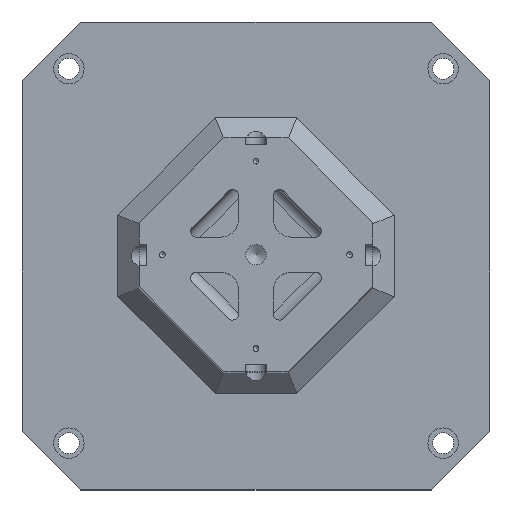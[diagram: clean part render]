
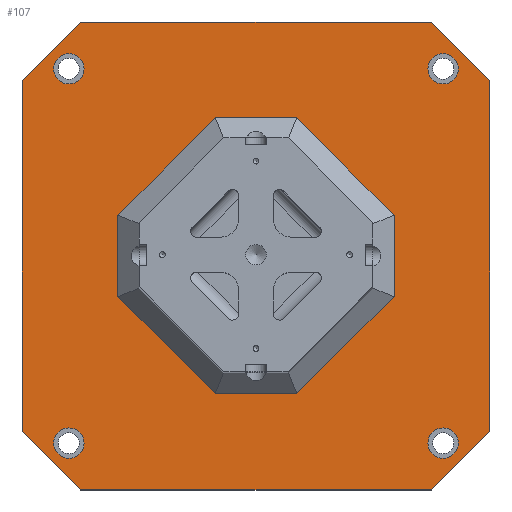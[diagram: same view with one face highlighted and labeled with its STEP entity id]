
A CAD part, top view. The second image highlights one B-rep face of the part: STEP entity #107.
In plain terms, the highlighted planar face has unit normal (0, 0, 1).
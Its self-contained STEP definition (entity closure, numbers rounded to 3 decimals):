
#107 = ADVANCED_FACE( '', ( #480, #481, #482, #483, #484, #485 ), #486, .T. );
#480 = FACE_BOUND( '', #1232, .T. );
#481 = FACE_BOUND( '', #1233, .T. );
#482 = FACE_BOUND( '', #1234, .T. );
#483 = FACE_BOUND( '', #1235, .T. );
#484 = FACE_BOUND( '', #1236, .T. );
#485 = FACE_OUTER_BOUND( '', #1237, .T. );
#486 = PLANE( '', #1238 );
#1232 = EDGE_LOOP( '', ( #2246 ) );
#1233 = EDGE_LOOP( '', ( #2247 ) );
#1234 = EDGE_LOOP( '', ( #2248 ) );
#1235 = EDGE_LOOP( '', ( #2249 ) );
#1236 = EDGE_LOOP( '', ( #2250, #2251, #2252, #2253, #2254, #2255, #2256, #2257 ) );
#1237 = EDGE_LOOP( '', ( #2258, #2259, #2260, #2261, #2262, #2263, #2264, #2265 ) );
#1238 = AXIS2_PLACEMENT_3D( '', #2266, #2267, #2268 );
#2246 = ORIENTED_EDGE( '', *, *, #3887, .T. );
#2247 = ORIENTED_EDGE( '', *, *, #3888, .T. );
#2248 = ORIENTED_EDGE( '', *, *, #3889, .T. );
#2249 = ORIENTED_EDGE( '', *, *, #3890, .T. );
#2250 = ORIENTED_EDGE( '', *, *, #3891, .T. );
#2251 = ORIENTED_EDGE( '', *, *, #3892, .T. );
#2252 = ORIENTED_EDGE( '', *, *, #3893, .T. );
#2253 = ORIENTED_EDGE( '', *, *, #3894, .T. );
#2254 = ORIENTED_EDGE( '', *, *, #3808, .T. );
#2255 = ORIENTED_EDGE( '', *, *, #3895, .T. );
#2256 = ORIENTED_EDGE( '', *, *, #3896, .T. );
#2257 = ORIENTED_EDGE( '', *, *, #3897, .T. );
#2258 = ORIENTED_EDGE( '', *, *, #3898, .T. );
#2259 = ORIENTED_EDGE( '', *, *, #3899, .T. );
#2260 = ORIENTED_EDGE( '', *, *, #3900, .T. );
#2261 = ORIENTED_EDGE( '', *, *, #3632, .T. );
#2262 = ORIENTED_EDGE( '', *, *, #3785, .T. );
#2263 = ORIENTED_EDGE( '', *, *, #3901, .T. );
#2264 = ORIENTED_EDGE( '', *, *, #3902, .T. );
#2265 = ORIENTED_EDGE( '', *, *, #3903, .T. );
#2266 = CARTESIAN_POINT( '', ( -200., -200., 40. ) );
#2267 = DIRECTION( '', ( 0., 0., 1. ) );
#2268 = DIRECTION( '', ( 1., 0., 0. ) );
#3632 = EDGE_CURVE( '', #4146, #4147, #4148, .F. );
#3785 = EDGE_CURVE( '', #4147, #4429, #4431, .T. );
#3808 = EDGE_CURVE( '', #4475, #4472, #4476, .T. );
#3887 = EDGE_CURVE( '', #4620, #4620, #4621, .T. );
#3888 = EDGE_CURVE( '', #4622, #4622, #4623, .T. );
#3889 = EDGE_CURVE( '', #4624, #4624, #4625, .T. );
#3890 = EDGE_CURVE( '', #4626, #4626, #4627, .T. );
#3891 = EDGE_CURVE( '', #4628, #4629, #4630, .T. );
#3892 = EDGE_CURVE( '', #4629, #4631, #4632, .T. );
#3893 = EDGE_CURVE( '', #4631, #4633, #4634, .T. );
#3894 = EDGE_CURVE( '', #4633, #4475, #4635, .T. );
#3895 = EDGE_CURVE( '', #4472, #4636, #4637, .T. );
#3896 = EDGE_CURVE( '', #4636, #4638, #4639, .T. );
#3897 = EDGE_CURVE( '', #4638, #4628, #4640, .T. );
#3898 = EDGE_CURVE( '', #4641, #4642, #4643, .T. );
#3899 = EDGE_CURVE( '', #4642, #4644, #4645, .F. );
#3900 = EDGE_CURVE( '', #4644, #4146, #4646, .T. );
#3901 = EDGE_CURVE( '', #4429, #4647, #4648, .F. );
#3902 = EDGE_CURVE( '', #4647, #4649, #4650, .T. );
#3903 = EDGE_CURVE( '', #4649, #4641, #4651, .F. );
#4146 = VERTEX_POINT( '', #5022 );
#4147 = VERTEX_POINT( '', #5023 );
#4148 = LINE( '', #5024, #5025 );
#4429 = VERTEX_POINT( '', #5403 );
#4431 = LINE( '', #5406, #5407 );
#4472 = VERTEX_POINT( '', #5456 );
#4475 = VERTEX_POINT( '', #5460 );
#4476 = LINE( '', #5461, #5462 );
#4620 = VERTEX_POINT( '', #5641 );
#4621 = CIRCLE( '', #5642, 13. );
#4622 = VERTEX_POINT( '', #5643 );
#4623 = CIRCLE( '', #5644, 13. );
#4624 = VERTEX_POINT( '', #5645 );
#4625 = CIRCLE( '', #5646, 13. );
#4626 = VERTEX_POINT( '', #5647 );
#4627 = CIRCLE( '', #5648, 13. );
#4628 = VERTEX_POINT( '', #5649 );
#4629 = VERTEX_POINT( '', #5650 );
#4630 = LINE( '', #5651, #5652 );
#4631 = VERTEX_POINT( '', #5653 );
#4632 = LINE( '', #5654, #5655 );
#4633 = VERTEX_POINT( '', #5656 );
#4634 = LINE( '', #5657, #5658 );
#4635 = LINE( '', #5659, #5660 );
#4636 = VERTEX_POINT( '', #5661 );
#4637 = LINE( '', #5662, #5663 );
#4638 = VERTEX_POINT( '', #5664 );
#4639 = LINE( '', #5665, #5666 );
#4640 = LINE( '', #5667, #5668 );
#4641 = VERTEX_POINT( '', #5669 );
#4642 = VERTEX_POINT( '', #5670 );
#4643 = LINE( '', #5671, #5672 );
#4644 = VERTEX_POINT( '', #5673 );
#4645 = LINE( '', #5674, #5675 );
#4646 = LINE( '', #5676, #5677 );
#4647 = VERTEX_POINT( '', #5678 );
#4648 = LINE( '', #5679, #5680 );
#4649 = VERTEX_POINT( '', #5681 );
#4650 = LINE( '', #5682, #5683 );
#4651 = LINE( '', #5684, #5685 );
#5022 = CARTESIAN_POINT( '', ( -150., 200., 40. ) );
#5023 = CARTESIAN_POINT( '', ( -200., 150., 40. ) );
#5024 = CARTESIAN_POINT( '', ( -375., -25., 40. ) );
#5025 = VECTOR( '', #6306, 1000. );
#5403 = CARTESIAN_POINT( '', ( -200., -150., 40. ) );
#5406 = CARTESIAN_POINT( '', ( -200., 200., 40. ) );
#5407 = VECTOR( '', #6564, 1000. );
#5456 = CARTESIAN_POINT( '', ( 118., 34.956, 40. ) );
#5460 = CARTESIAN_POINT( '', ( 34.956, 118., 40. ) );
#5461 = CARTESIAN_POINT( '', ( 112.728, 40.228, 40. ) );
#5462 = VECTOR( '', #6613, 1000. );
#5641 = CARTESIAN_POINT( '', ( -160., 147., 40. ) );
#5642 = AXIS2_PLACEMENT_3D( '', #6778, #6779, #6780 );
#5643 = CARTESIAN_POINT( '', ( -160., -173., 40. ) );
#5644 = AXIS2_PLACEMENT_3D( '', #6781, #6782, #6783 );
#5645 = CARTESIAN_POINT( '', ( 160., -173., 40. ) );
#5646 = AXIS2_PLACEMENT_3D( '', #6784, #6785, #6786 );
#5647 = CARTESIAN_POINT( '', ( 160., 147., 40. ) );
#5648 = AXIS2_PLACEMENT_3D( '', #6787, #6788, #6789 );
#5649 = CARTESIAN_POINT( '', ( -34.956, -118., 40. ) );
#5650 = CARTESIAN_POINT( '', ( -118., -34.956, 40. ) );
#5651 = CARTESIAN_POINT( '', ( -112.728, -40.228, 40. ) );
#5652 = VECTOR( '', #6790, 1000. );
#5653 = CARTESIAN_POINT( '', ( -118., 34.956, 40. ) );
#5654 = CARTESIAN_POINT( '', ( -118., 27.5, 40. ) );
#5655 = VECTOR( '', #6791, 1000. );
#5656 = CARTESIAN_POINT( '', ( -34.956, 118., 40. ) );
#5657 = CARTESIAN_POINT( '', ( -40.228, 112.728, 40. ) );
#5658 = VECTOR( '', #6792, 1000. );
#5659 = CARTESIAN_POINT( '', ( 27.5, 118., 40. ) );
#5660 = VECTOR( '', #6793, 1000. );
#5661 = CARTESIAN_POINT( '', ( 118., -34.956, 40. ) );
#5662 = CARTESIAN_POINT( '', ( 118., -27.5, 40. ) );
#5663 = VECTOR( '', #6794, 1000. );
#5664 = CARTESIAN_POINT( '', ( 34.956, -118., 40. ) );
#5665 = CARTESIAN_POINT( '', ( 40.228, -112.728, 40. ) );
#5666 = VECTOR( '', #6795, 1000. );
#5667 = CARTESIAN_POINT( '', ( -27.5, -118., 40. ) );
#5668 = VECTOR( '', #6796, 1000. );
#5669 = CARTESIAN_POINT( '', ( 200., -150., 40. ) );
#5670 = CARTESIAN_POINT( '', ( 200., 150., 40. ) );
#5671 = CARTESIAN_POINT( '', ( 200., -200., 40. ) );
#5672 = VECTOR( '', #6797, 1000. );
#5673 = CARTESIAN_POINT( '', ( 150., 200., 40. ) );
#5674 = CARTESIAN_POINT( '', ( 175., 175., 40. ) );
#5675 = VECTOR( '', #6798, 1000. );
#5676 = CARTESIAN_POINT( '', ( 200., 200., 40. ) );
#5677 = VECTOR( '', #6799, 1000. );
#5678 = CARTESIAN_POINT( '', ( -150., -200., 40. ) );
#5679 = CARTESIAN_POINT( '', ( -175., -175., 40. ) );
#5680 = VECTOR( '', #6800, 1000. );
#5681 = CARTESIAN_POINT( '', ( 150., -200., 40. ) );
#5682 = CARTESIAN_POINT( '', ( -200., -200., 40. ) );
#5683 = VECTOR( '', #6801, 1000. );
#5684 = CARTESIAN_POINT( '', ( -25., -375., 40. ) );
#5685 = VECTOR( '', #6802, 1000. );
#6306 = DIRECTION( '', ( 0.707, 0.707, 0. ) );
#6564 = DIRECTION( '', ( 0., -1., 0. ) );
#6613 = DIRECTION( '', ( 0.707, -0.707, 0. ) );
#6778 = CARTESIAN_POINT( '', ( -160., 160., 40. ) );
#6779 = DIRECTION( '', ( 0., 0., -1. ) );
#6780 = DIRECTION( '', ( 0., -1., 0. ) );
#6781 = CARTESIAN_POINT( '', ( -160., -160., 40. ) );
#6782 = DIRECTION( '', ( 0., 0., -1. ) );
#6783 = DIRECTION( '', ( 0., -1., 0. ) );
#6784 = CARTESIAN_POINT( '', ( 160., -160., 40. ) );
#6785 = DIRECTION( '', ( 0., 0., -1. ) );
#6786 = DIRECTION( '', ( 0., -1., 0. ) );
#6787 = CARTESIAN_POINT( '', ( 160., 160., 40. ) );
#6788 = DIRECTION( '', ( 0., 0., -1. ) );
#6789 = DIRECTION( '', ( 0., -1., 0. ) );
#6790 = DIRECTION( '', ( -0.707, 0.707, 0. ) );
#6791 = DIRECTION( '', ( 0., 1., 0. ) );
#6792 = DIRECTION( '', ( 0.707, 0.707, 0. ) );
#6793 = DIRECTION( '', ( 1., 0., 0. ) );
#6794 = DIRECTION( '', ( 0., -1., 0. ) );
#6795 = DIRECTION( '', ( -0.707, -0.707, 0. ) );
#6796 = DIRECTION( '', ( -1., 0., 0. ) );
#6797 = DIRECTION( '', ( 0., 1., 0. ) );
#6798 = DIRECTION( '', ( 0.707, -0.707, 0. ) );
#6799 = DIRECTION( '', ( -1., 0., 0. ) );
#6800 = DIRECTION( '', ( -0.707, 0.707, 0. ) );
#6801 = DIRECTION( '', ( 1., 0., 0. ) );
#6802 = DIRECTION( '', ( -0.707, -0.707, 0. ) );
